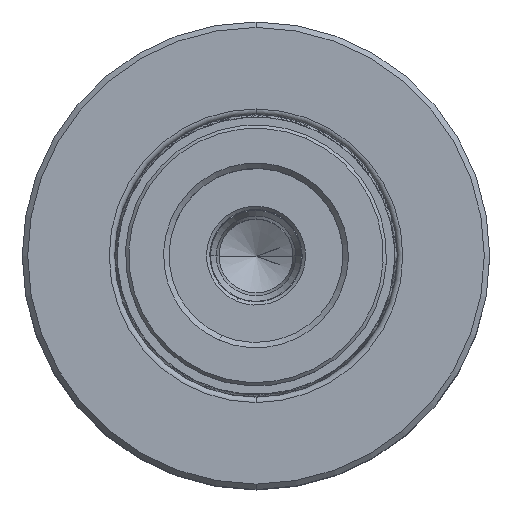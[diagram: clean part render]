
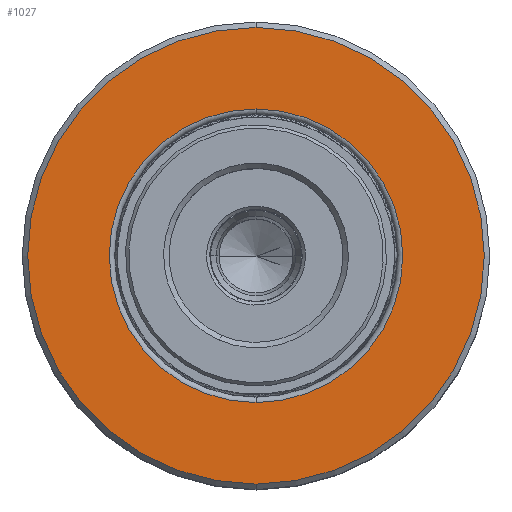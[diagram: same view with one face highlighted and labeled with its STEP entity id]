
A CAD part, top view. The second image highlights one B-rep face of the part: STEP entity #1027.
In plain terms, the highlighted face is planar.
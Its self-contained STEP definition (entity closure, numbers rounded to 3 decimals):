
#961 = AXIS2_PLACEMENT_3D ( 'NONE', #17525, #23006, #1492 ) ;
#1027 = ADVANCED_FACE ( 'NONE', ( #12792, #9845 ), #1612, .T. ) ;
#1225 = DIRECTION ( 'NONE',  ( 0., 0., -1. ) ) ;
#1492 = DIRECTION ( 'NONE',  ( 0., 0., 1. ) ) ;
#1612 = PLANE ( 'NONE',  #961 ) ;
#1783 = DIRECTION ( 'NONE',  ( 0., 0., -1. ) ) ;
#2656 = CIRCLE ( 'NONE', #11060, 13.5 ) ;
#4040 = CARTESIAN_POINT ( 'NONE',  ( 0., 15.687, 21. ) ) ;
#4592 = CARTESIAN_POINT ( 'NONE',  ( 0., 15.687, 13.5 ) ) ;
#4783 = DIRECTION ( 'NONE',  ( 0., 0., -1. ) ) ;
#5128 = VERTEX_POINT ( 'NONE', #11827 ) ;
#5176 = CIRCLE ( 'NONE', #13781, 21. ) ;
#5600 = CARTESIAN_POINT ( 'NONE',  ( 0., 15.687, -13.5 ) ) ;
#7134 = EDGE_CURVE ( 'NONE', #27897, #5128, #5176, .T. ) ;
#7254 = AXIS2_PLACEMENT_3D ( 'NONE', #15824, #31186, #1783 ) ;
#9517 = CIRCLE ( 'NONE', #24248, 21. ) ;
#9845 = FACE_OUTER_BOUND ( 'NONE', #13488, .T. ) ;
#11060 = AXIS2_PLACEMENT_3D ( 'NONE', #31625, #23608, #4783 ) ;
#11627 = CARTESIAN_POINT ( 'NONE',  ( 0., 15.687, 0. ) ) ;
#11719 = EDGE_LOOP ( 'NONE', ( #26859, #26682 ) ) ;
#11827 = CARTESIAN_POINT ( 'NONE',  ( 0., 15.687, -21. ) ) ;
#12013 = CIRCLE ( 'NONE', #7254, 13.5 ) ;
#12792 = FACE_BOUND ( 'NONE', #11719, .T. ) ;
#13488 = EDGE_LOOP ( 'NONE', ( #16223, #30332 ) ) ;
#13781 = AXIS2_PLACEMENT_3D ( 'NONE', #11627, #30655, #19861 ) ;
#15824 = CARTESIAN_POINT ( 'NONE',  ( 0., 15.687, 0. ) ) ;
#16223 = ORIENTED_EDGE ( 'NONE', *, *, #17645, .F. ) ;
#17387 = DIRECTION ( 'NONE',  ( 0., -1., 0. ) ) ;
#17525 = CARTESIAN_POINT ( 'NONE',  ( 21., 15.687, 0. ) ) ;
#17645 = EDGE_CURVE ( 'NONE', #5128, #27897, #9517, .T. ) ;
#19446 = EDGE_CURVE ( 'NONE', #28010, #27616, #12013, .T. ) ;
#19861 = DIRECTION ( 'NONE',  ( 0., 0., -1. ) ) ;
#23006 = DIRECTION ( 'NONE',  ( 0., 1., 0. ) ) ;
#23608 = DIRECTION ( 'NONE',  ( 0., -1., 0. ) ) ;
#24248 = AXIS2_PLACEMENT_3D ( 'NONE', #25339, #17387, #1225 ) ;
#25339 = CARTESIAN_POINT ( 'NONE',  ( 0., 15.687, 0. ) ) ;
#25634 = EDGE_CURVE ( 'NONE', #27616, #28010, #2656, .T. ) ;
#26682 = ORIENTED_EDGE ( 'NONE', *, *, #25634, .T. ) ;
#26859 = ORIENTED_EDGE ( 'NONE', *, *, #19446, .T. ) ;
#27616 = VERTEX_POINT ( 'NONE', #4592 ) ;
#27897 = VERTEX_POINT ( 'NONE', #4040 ) ;
#28010 = VERTEX_POINT ( 'NONE', #5600 ) ;
#30332 = ORIENTED_EDGE ( 'NONE', *, *, #7134, .F. ) ;
#30655 = DIRECTION ( 'NONE',  ( 0., -1., 0. ) ) ;
#31186 = DIRECTION ( 'NONE',  ( 0., -1., 0. ) ) ;
#31625 = CARTESIAN_POINT ( 'NONE',  ( 0., 15.687, 0. ) ) ;
